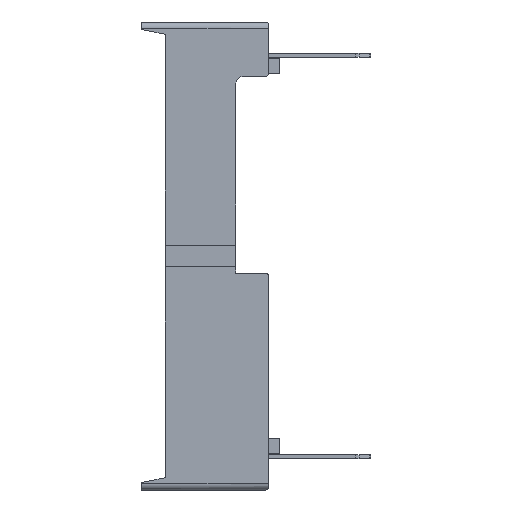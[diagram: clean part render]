
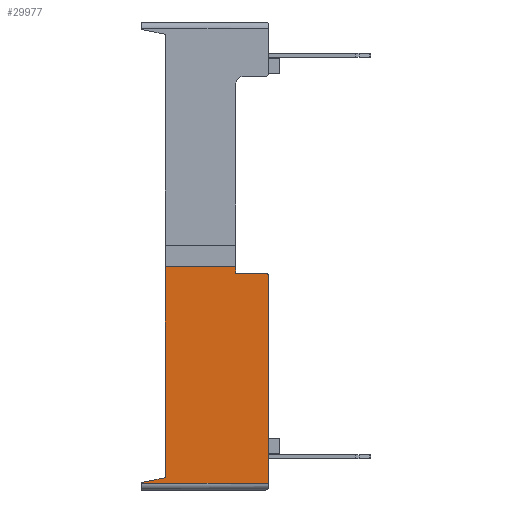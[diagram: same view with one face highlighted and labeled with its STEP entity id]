
A CAD part, left-side view. The second image highlights one B-rep face of the part: STEP entity #29977.
In plain terms, the highlighted planar face has unit normal (-1, 0, 0).
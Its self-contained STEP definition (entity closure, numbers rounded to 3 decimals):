
#219 = ORIENTED_EDGE ( 'NONE', *, *, #762, .F. ) ;
#762 = EDGE_CURVE ( 'NONE', #16438, #25914, #41824, .T. ) ;
#1851 = CARTESIAN_POINT ( 'NONE',  ( -26.67, 4.35, -8.419 ) ) ;
#2312 = VERTEX_POINT ( 'NONE', #32331 ) ;
#2400 = DIRECTION ( 'NONE',  ( 0., -1., 0. ) ) ;
#4750 = ORIENTED_EDGE ( 'NONE', *, *, #15642, .T. ) ;
#4751 = VERTEX_POINT ( 'NONE', #23100 ) ;
#6275 = VERTEX_POINT ( 'NONE', #28738 ) ;
#6446 = CARTESIAN_POINT ( 'NONE',  ( -26.67, 66.725, -0.41 ) ) ;
#6494 = EDGE_LOOP ( 'NONE', ( #7056, #21831, #41877, #23846, #41531, #219, #19888, #4750, #33288 ) ) ;
#7056 = ORIENTED_EDGE ( 'NONE', *, *, #27524, .F. ) ;
#8946 = CARTESIAN_POINT ( 'NONE',  ( -26.67, 5.25, 8.89 ) ) ;
#9130 = DIRECTION ( 'NONE',  ( 0., 0., -1. ) ) ;
#10219 = CARTESIAN_POINT ( 'NONE',  ( -26.67, 5.25, -8.61 ) ) ;
#10385 = VECTOR ( 'NONE', #18109, 1000. ) ;
#10403 = CARTESIAN_POINT ( 'NONE',  ( -26.67, 5.25, -8.64 ) ) ;
#10683 = EDGE_CURVE ( 'NONE', #6275, #25914, #41836, .T. ) ;
#10925 = EDGE_CURVE ( 'NONE', #18185, #37081, #30600, .T. ) ;
#11566 = CARTESIAN_POINT ( 'NONE',  ( -26.67, 66.725, -8.64 ) ) ;
#11776 = CARTESIAN_POINT ( 'NONE',  ( -26.67, 1.67, -0.41 ) ) ;
#12040 = DIRECTION ( 'NONE',  ( 0., -1., 0. ) ) ;
#12572 = CARTESIAN_POINT ( 'NONE',  ( -26.67, 66.725, 8.89 ) ) ;
#12666 = EDGE_CURVE ( 'NONE', #16438, #2312, #19100, .T. ) ;
#13683 = DIRECTION ( 'NONE',  ( 0., 1., 0. ) ) ;
#14918 = CARTESIAN_POINT ( 'NONE',  ( -26.67, 4.35, -0.41 ) ) ;
#15574 = CIRCLE ( 'NONE', #17051, 0.1 ) ;
#15642 = EDGE_CURVE ( 'NONE', #2312, #4751, #46354, .T. ) ;
#16068 = DIRECTION ( 'NONE',  ( 0., 0., 1. ) ) ;
#16438 = VERTEX_POINT ( 'NONE', #10403 ) ;
#17051 = AXIS2_PLACEMENT_3D ( 'NONE', #47670, #17299, #48158 ) ;
#17299 = DIRECTION ( 'NONE',  ( 1., 0., 0. ) ) ;
#17331 = LINE ( 'NONE', #21237, #42861 ) ;
#18109 = DIRECTION ( 'NONE',  ( 0., 0.978, -0.208 ) ) ;
#18185 = VERTEX_POINT ( 'NONE', #27861 ) ;
#19100 = LINE ( 'NONE', #11566, #26800 ) ;
#19888 = ORIENTED_EDGE ( 'NONE', *, *, #12666, .T. ) ;
#20750 = VERTEX_POINT ( 'NONE', #14918 ) ;
#21237 = CARTESIAN_POINT ( 'NONE',  ( -26.67, 0.53, -0.65 ) ) ;
#21617 = VECTOR ( 'NONE', #47226, 1000. ) ;
#21831 = ORIENTED_EDGE ( 'NONE', *, *, #10925, .T. ) ;
#22192 = LINE ( 'NONE', #1851, #36458 ) ;
#22692 = EDGE_CURVE ( 'NONE', #20750, #6275, #22192, .T. ) ;
#23100 = CARTESIAN_POINT ( 'NONE',  ( -26.67, 0.43, -0.75 ) ) ;
#23846 = ORIENTED_EDGE ( 'NONE', *, *, #22692, .T. ) ;
#24298 = AXIS2_PLACEMENT_3D ( 'NONE', #12572, #46922, #9130 ) ;
#25339 = VERTEX_POINT ( 'NONE', #46683 ) ;
#25914 = VERTEX_POINT ( 'NONE', #10219 ) ;
#26800 = VECTOR ( 'NONE', #12040, 1000. ) ;
#27063 = EDGE_CURVE ( 'NONE', #37081, #20750, #27454, .T. ) ;
#27454 = LINE ( 'NONE', #6446, #47683 ) ;
#27524 = EDGE_CURVE ( 'NONE', #18185, #25339, #17331, .T. ) ;
#27707 = CARTESIAN_POINT ( 'NONE',  ( -26.67, 0.43, 8.89 ) ) ;
#27861 = CARTESIAN_POINT ( 'NONE',  ( -26.67, 1.67, -0.65 ) ) ;
#27873 = DIRECTION ( 'NONE',  ( 0., 0., 1. ) ) ;
#28738 = CARTESIAN_POINT ( 'NONE',  ( -26.67, 4.35, -8.419 ) ) ;
#29977 = ADVANCED_FACE ( 'NONE', ( #38321 ), #46748, .F. ) ;
#30600 = LINE ( 'NONE', #46439, #41281 ) ;
#32331 = CARTESIAN_POINT ( 'NONE',  ( -26.67, 0.43, -8.64 ) ) ;
#33288 = ORIENTED_EDGE ( 'NONE', *, *, #46983, .F. ) ;
#33347 = CARTESIAN_POINT ( 'NONE',  ( -26.67, 4.35, -8.419 ) ) ;
#36246 = VECTOR ( 'NONE', #27873, 1000. ) ;
#36458 = VECTOR ( 'NONE', #39436, 1000. ) ;
#37081 = VERTEX_POINT ( 'NONE', #11776 ) ;
#38321 = FACE_OUTER_BOUND ( 'NONE', #6494, .T. ) ;
#39436 = DIRECTION ( 'NONE',  ( 0., 0., -1. ) ) ;
#41281 = VECTOR ( 'NONE', #16068, 1000. ) ;
#41531 = ORIENTED_EDGE ( 'NONE', *, *, #10683, .T. ) ;
#41824 = LINE ( 'NONE', #8946, #21617 ) ;
#41836 = LINE ( 'NONE', #33347, #10385 ) ;
#41877 = ORIENTED_EDGE ( 'NONE', *, *, #27063, .T. ) ;
#42861 = VECTOR ( 'NONE', #2400, 1000. ) ;
#46354 = LINE ( 'NONE', #27707, #36246 ) ;
#46439 = CARTESIAN_POINT ( 'NONE',  ( -26.67, 1.67, 6.82 ) ) ;
#46683 = CARTESIAN_POINT ( 'NONE',  ( -26.67, 0.53, -0.65 ) ) ;
#46748 = PLANE ( 'NONE',  #24298 ) ;
#46922 = DIRECTION ( 'NONE',  ( 1., 0., 0. ) ) ;
#46983 = EDGE_CURVE ( 'NONE', #25339, #4751, #15574, .T. ) ;
#47226 = DIRECTION ( 'NONE',  ( 0., 0., 1. ) ) ;
#47670 = CARTESIAN_POINT ( 'NONE',  ( -26.67, 0.53, -0.75 ) ) ;
#47683 = VECTOR ( 'NONE', #13683, 1000. ) ;
#48158 = DIRECTION ( 'NONE',  ( 0., 0., -1. ) ) ;
